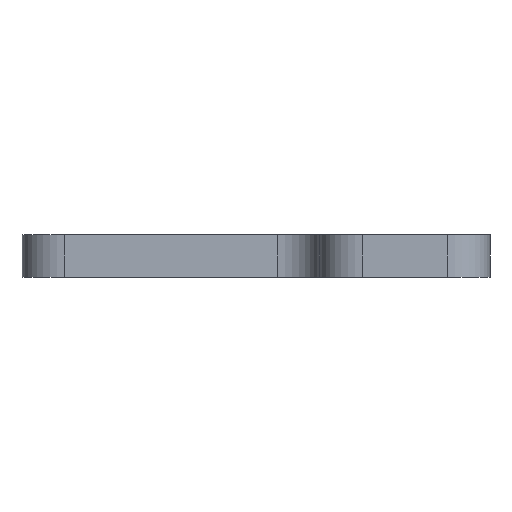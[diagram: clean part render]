
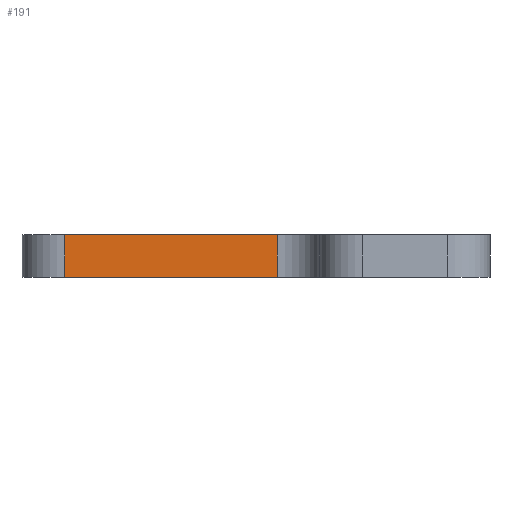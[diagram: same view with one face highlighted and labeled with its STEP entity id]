
A CAD part, front view. The second image highlights one B-rep face of the part: STEP entity #191.
In plain terms, the highlighted planar face has unit normal (0, -1, 0).
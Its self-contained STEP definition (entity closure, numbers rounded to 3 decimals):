
#39 = CARTESIAN_POINT ( 'NONE',  ( 0., 0., 0. ) ) ;
#43 = DIRECTION ( 'NONE',  ( 1., 0., 0. ) ) ;
#56 = ORIENTED_EDGE ( 'NONE', *, *, #520, .F. ) ;
#80 = VECTOR ( 'NONE', #675, 1000. ) ;
#81 = CARTESIAN_POINT ( 'NONE',  ( 5., 0., 5. ) ) ;
#93 = CARTESIAN_POINT ( 'NONE',  ( 30., 0., 5. ) ) ;
#95 = FACE_OUTER_BOUND ( 'NONE', #324, .T. ) ;
#102 = VERTEX_POINT ( 'NONE', #558 ) ;
#113 = ORIENTED_EDGE ( 'NONE', *, *, #474, .T. ) ;
#137 = AXIS2_PLACEMENT_3D ( 'NONE', #305, #207, #407 ) ;
#153 = LINE ( 'NONE', #39, #80 ) ;
#166 = LINE ( 'NONE', #698, #457 ) ;
#177 = VERTEX_POINT ( 'NONE', #93 ) ;
#191 = ADVANCED_FACE ( 'NONE', ( #95 ), #472, .F. ) ;
#203 = EDGE_CURVE ( 'NONE', #604, #102, #153, .T. ) ;
#207 = DIRECTION ( 'NONE',  ( 0., 1., 0. ) ) ;
#271 = ORIENTED_EDGE ( 'NONE', *, *, #203, .T. ) ;
#299 = DIRECTION ( 'NONE',  ( 0., 0., -1. ) ) ;
#305 = CARTESIAN_POINT ( 'NONE',  ( 0., 0., 5. ) ) ;
#324 = EDGE_LOOP ( 'NONE', ( #271, #113, #56, #481 ) ) ;
#340 = VECTOR ( 'NONE', #299, 1000. ) ;
#395 = VECTOR ( 'NONE', #43, 1000. ) ;
#407 = DIRECTION ( 'NONE',  ( 0., 0., 1. ) ) ;
#452 = VERTEX_POINT ( 'NONE', #691 ) ;
#457 = VECTOR ( 'NONE', #482, 1000. ) ;
#472 = PLANE ( 'NONE',  #137 ) ;
#474 = EDGE_CURVE ( 'NONE', #102, #177, #166, .T. ) ;
#475 = LINE ( 'NONE', #81, #340 ) ;
#478 = CARTESIAN_POINT ( 'NONE',  ( 0., 0., 5. ) ) ;
#481 = ORIENTED_EDGE ( 'NONE', *, *, #594, .T. ) ;
#482 = DIRECTION ( 'NONE',  ( 0., 0., 1. ) ) ;
#520 = EDGE_CURVE ( 'NONE', #452, #177, #609, .T. ) ;
#558 = CARTESIAN_POINT ( 'NONE',  ( 30., 0., 0. ) ) ;
#567 = CARTESIAN_POINT ( 'NONE',  ( 5., 0., 0. ) ) ;
#594 = EDGE_CURVE ( 'NONE', #452, #604, #475, .T. ) ;
#604 = VERTEX_POINT ( 'NONE', #567 ) ;
#609 = LINE ( 'NONE', #478, #395 ) ;
#675 = DIRECTION ( 'NONE',  ( 1., 0., 0. ) ) ;
#691 = CARTESIAN_POINT ( 'NONE',  ( 5., 0., 5. ) ) ;
#698 = CARTESIAN_POINT ( 'NONE',  ( 30., 0., 5. ) ) ;
